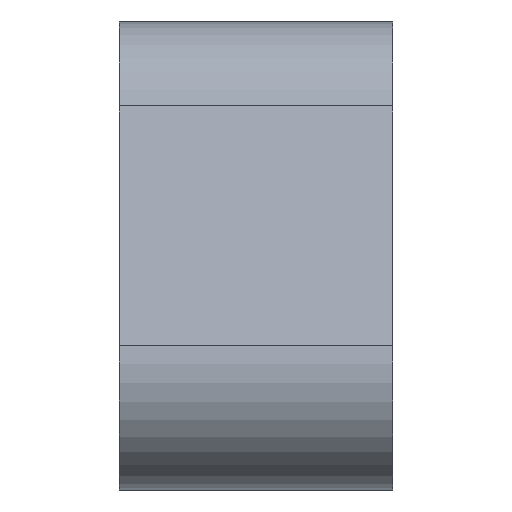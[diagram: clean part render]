
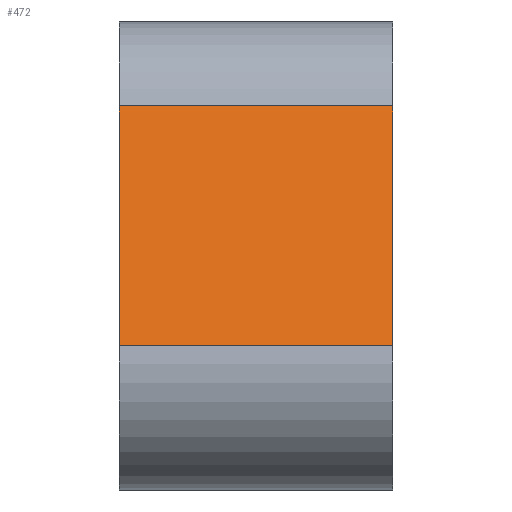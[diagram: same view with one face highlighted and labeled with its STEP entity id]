
A CAD part, left-side view. The second image highlights one B-rep face of the part: STEP entity #472.
In plain terms, the highlighted planar face has unit normal (-0.964, 0, 0.265).
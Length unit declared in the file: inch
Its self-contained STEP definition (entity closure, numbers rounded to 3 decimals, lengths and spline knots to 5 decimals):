
#55=FACE_OUTER_BOUND('',#87,.T.);
#87=EDGE_LOOP('',(#424,#425,#426,#427));
#123=LINE('',#740,#164);
#135=LINE('',#788,#176);
#144=LINE('',#815,#185);
#145=LINE('',#817,#186);
#164=VECTOR('',#595,0.3937);
#176=VECTOR('',#643,0.3937);
#185=VECTOR('',#676,0.3937);
#186=VECTOR('',#679,0.3937);
#216=VERTEX_POINT('',#737);
#217=VERTEX_POINT('',#739);
#234=VERTEX_POINT('',#785);
#235=VERTEX_POINT('',#787);
#266=EDGE_CURVE('',#216,#217,#123,.T.);
#290=EDGE_CURVE('',#234,#235,#135,.T.);
#304=EDGE_CURVE('',#234,#217,#144,.T.);
#305=EDGE_CURVE('',#235,#216,#145,.T.);
#424=ORIENTED_EDGE('',*,*,#290,.F.);
#425=ORIENTED_EDGE('',*,*,#304,.T.);
#426=ORIENTED_EDGE('',*,*,#266,.F.);
#427=ORIENTED_EDGE('',*,*,#305,.F.);
#450=PLANE('',#543);
#472=ADVANCED_FACE('',(#55),#450,.T.);
#543=AXIS2_PLACEMENT_3D('',#816,#677,#678);
#595=DIRECTION('',(-0.265,0.,-0.964));
#643=DIRECTION('',(0.265,0.,0.964));
#676=DIRECTION('',(0.,-1.,0.));
#677=DIRECTION('center_axis',(-0.964,0.,0.265));
#678=DIRECTION('ref_axis',(-0.265,0.,-0.964));
#679=DIRECTION('',(0.,-1.,0.));
#737=CARTESIAN_POINT('',(-0.71742,-0.54,-1.59016));
#739=CARTESIAN_POINT('',(-0.84734,-0.54,-2.06221));
#740=CARTESIAN_POINT('',(-0.84734,-0.54,-2.06221));
#785=CARTESIAN_POINT('',(-0.84734,0.,-2.06221));
#787=CARTESIAN_POINT('',(-0.71742,0.,-1.59016));
#788=CARTESIAN_POINT('',(-0.84734,0.,-2.06221));
#815=CARTESIAN_POINT('',(-0.84734,0.,-2.06221));
#816=CARTESIAN_POINT('Origin',(-0.71742,0.,-1.59016));
#817=CARTESIAN_POINT('',(-0.71742,0.,-1.59016));
